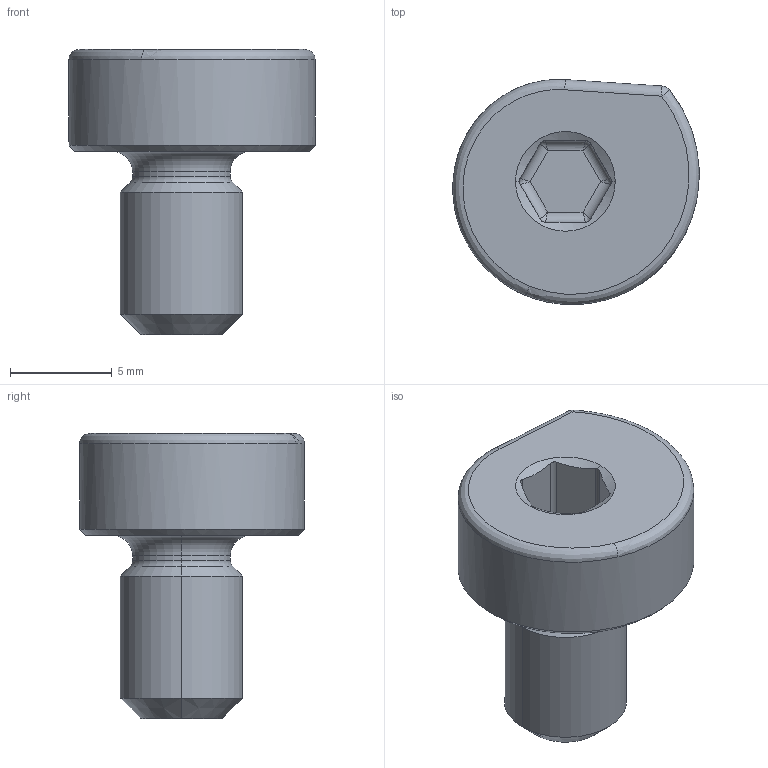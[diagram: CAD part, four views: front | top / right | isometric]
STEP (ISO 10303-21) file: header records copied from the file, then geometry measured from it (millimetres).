
FILE_DESCRIPTION (( 'STEP AP203' ), '1' );
FILE_NAME ('cp135-06001.STEP', '2021-10-25T23:35:24', ( '' ), ( '' ), 'SwSTEP 2.0', 'SolidWorks 2020', '' );
FILE_SCHEMA (( 'CONFIG_CONTROL_DESIGN' ));
Length unit declared in the file: millimetre
Products named in the file (1): cp135-06001
Bounding box: 12.1 x 11.05 x 14 mm (x, y, z)
Volume: 716.2 mm3; surface area: 597.4 mm2
Topology: 1 solids, 1 shells, 52 faces, 116 edges, 62 vertices
Faces by surface type: cylinder 19, plane 12, bspline 10, cone 6, torus 4, sphere 1
Entity records: 2073 total; most frequent: CARTESIAN_POINT 990, ORIENTED_EDGE 220, DIRECTION 192, EDGE_CURVE 110, AXIS2_PLACEMENT_3D 75, VERTEX_POINT 62, EDGE_LOOP 54, ADVANCED_FACE 52
